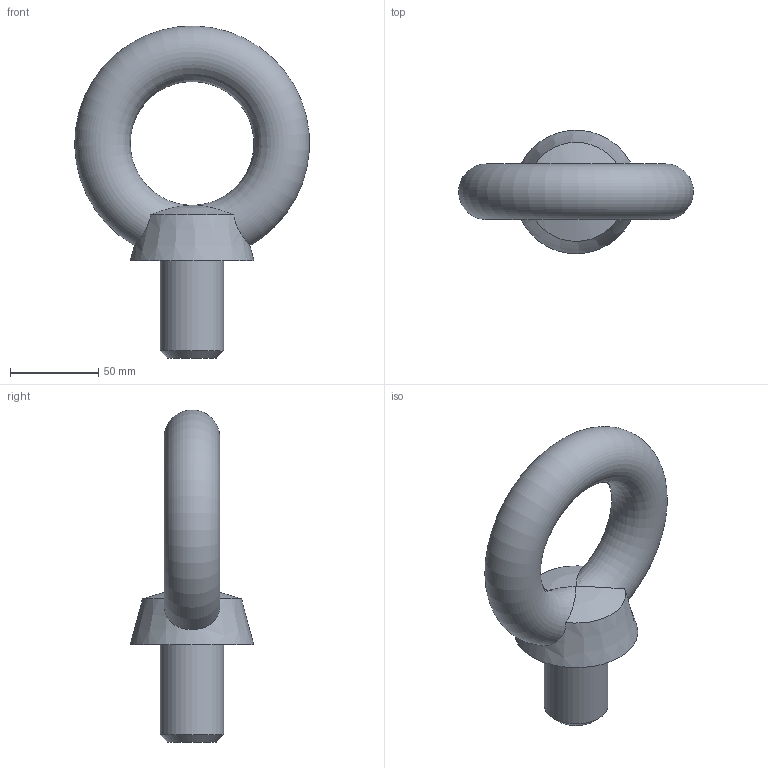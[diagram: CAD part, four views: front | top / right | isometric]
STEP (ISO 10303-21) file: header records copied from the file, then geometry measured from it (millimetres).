
FILE_DESCRIPTION( ( 'Unknown' ), '1' );
FILE_NAME( 'PT30-36.stp', 'Unknown', ( 'Unknown' ), ( 'Unknown' ), 'XStep 1.0', 'Unknown', ' ' );
FILE_SCHEMA( ( 'CONFIG_CONTROL_DESIGN' ) );
Length unit declared in the file: millimetre
Products named in the file (1): 1
Bounding box: 132.81 x 69.94 x 187.96 mm (x, y, z)
Volume: 351336.1 mm3; surface area: 42742.2 mm2
Topology: 1 solids, 1 shells, 8 faces, 21 edges, 12 vertices
Faces by surface type: cone 2, sphere 2, plane 2, torus 1, cylinder 1
Full cylindrical faces by diameter (mm): 36 x1
Entity records: 428 total; most frequent: CARTESIAN_POINT 236, DIRECTION 30, ORIENTED_EDGE 24, AXIS2_PLACEMENT_3D 15, EDGE_LOOP 13, EDGE_CURVE 12, FACE_OUTER_BOUND 10, VERTEX_POINT 9
